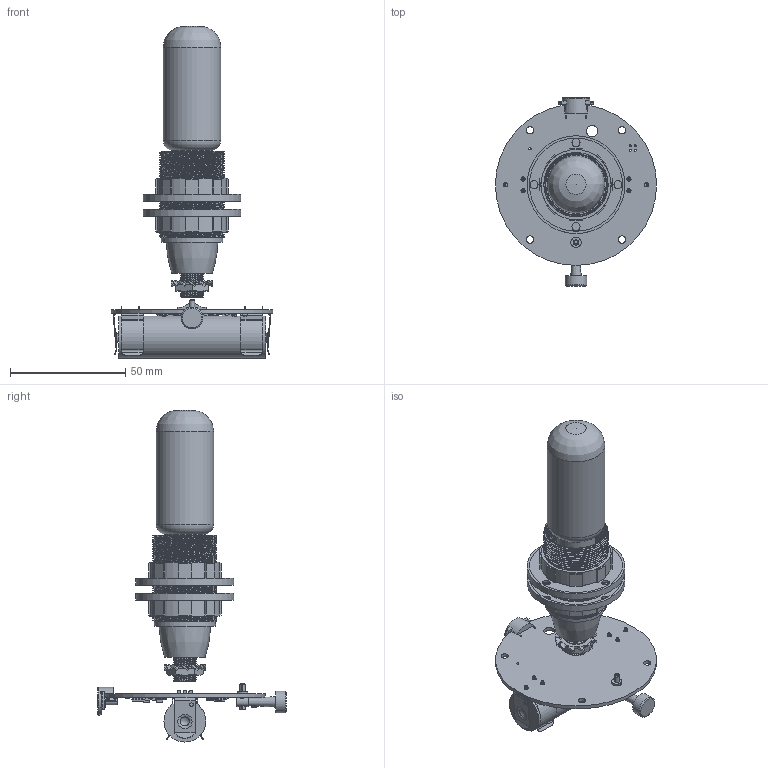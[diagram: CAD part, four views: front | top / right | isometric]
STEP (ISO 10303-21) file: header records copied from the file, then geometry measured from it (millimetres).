
FILE_DESCRIPTION(/* description */ (''),/* implementation_level */ '2;1');
FILE_NAME(/* name */ '3D KIT CABLESS E14 doppia ghiera 5V.step',/* time_stamp */ '2026-01-23T10:49:31+01:00',/* author */ (''),/* organization */ (''),/* preprocessor_version */ 'ST-DEVELOPER v20.1',/* originating_system */ 'Autodesk Translation Framework v14.21.0.0',/* authorisation */ '');
FILE_SCHEMA (('AUTOMOTIVE_DESIGN { 1 0 10303 214 3 1 1 }'));
Products named in the file (82): NP_22045 Cone Table lamp A.Tasto nuovo; Tige M10 x 15 mm v2; Scheda singola V1.1 v1 (1); C_0603_1608Metric (2); SOIC-8_3.9x4.9mm_P1.27mm (2); s7181-45 (2); COMPOUND (4); R_0603_1608Metric (2); C_0805_2012Metric (2); SOT-23-6 (2); keystone-PN54 (2); D_SMA (2); SOT-363_SC-70-6 (2); SOLID (7) (2); sod123 (2); SOLID (8) (2); SRN4012TA (2); SOLID (9) (2); Everlight 17-223 (1); COMPOUND (1) (2); SOT-23 (2); SOLID (10) (2); USB4125-GF-A (2); COMPOUND (2) (2); R_1210_3225Metric (2); SOLID (11) (2); Bat+dimmer_5V PCB (2); C_0805_2012Metric (2)_1; SOIC-8_3.9x4.9mm_P1.27mm (2)_1; SOLID (1) (2); C_0603_1608Metric (2)_1; R_0603_1608Metric (2)_1; C_0603_1608Metric (2)_2; R_0603_1608Metric (2)_2; C_0805_2012Metric (2)_2; C_0603_1608Metric (2)_3; R_0603_1608Metric (2)_3; R_0603_1608Metric (2)_4; R_0603_1608Metric (2)_5; R_0603_1608Metric (2)_6 ...
Assembly tree (116 placements, depth 4):
  NP_22045 Cone Table lamp A.Tasto nuovo
    Tige M10 x 15 mm v2
    Scheda singola V1.1 v1 (1)
      C_0603_1608Metric (2)
        SOLID (14)
      SOIC-8_3.9x4.9mm_P1.27mm (2)
        SOLID (1) (2)
      s7181-45 (2)
        COMPOUND (4)
      R_0603_1608Metric (2)
        SOLID (2) (2)
      C_0805_2012Metric (2)
        SOLID (3) (2)
      SOT-23-6 (2)
        SOLID (4) (2)
      keystone-PN54 (2)
        SOLID (5) (2)
      D_SMA (2)
        SOLID (6) (2)
      SOT-363_SC-70-6 (2)
        SOLID (7) (2)
      sod123 (2)
        SOLID (8) (2)
      SRN4012TA (2)
        SOLID (9) (2)
      Everlight 17-223 (1)
        COMPOUND (1) (2)
      SOT-23 (2)
        SOLID (10) (2)
      USB4125-GF-A (2)
        COMPOUND (2) (2)
      R_1210_3225Metric (2)
        SOLID (11) (2)
      Bat+dimmer_5V PCB (2)
      C_0805_2012Metric (2)_1
        SOLID (3) (2)
      SOIC-8_3.9x4.9mm_P1.27mm (2)_1
        SOLID (1) (2)
      C_0603_1608Metric (2)_1
        SOLID (14)
      R_0603_1608Metric (2)_1
        SOLID (2) (2)
      C_0603_1608Metric (2)_2
        SOLID (14)
      R_0603_1608Metric (2)_2
        SOLID (2) (2)
      C_0805_2012Metric (2)_2
        SOLID (3) (2)
      C_0603_1608Metric (2)_3
        SOLID (14)
      R_0603_1608Metric (2)_3
        SOLID (2) (2)
      R_0603_1608Metric (2)_4
        SOLID (2) (2)
      R_0603_1608Metric (2)_5
        SOLID (2) (2)
      R_0603_1608Metric (2)_6
        SOLID (2) (2)
      C_0805_2012Metric (2)_3
        SOLID (3) (2)
Bounding box: 70 x 81.79 x 144.2 mm (x, y, z)
Volume: 63652.3 mm3; surface area: 50084.1 mm2
Topology: 81 solids, 752 shells, 3675 faces, 11631 edges, 8831 vertices
Faces by surface type: plane 2429, cylinder 1098, bspline 86, cone 45, torus 12, sphere 5
Full cylindrical faces by diameter (mm): 0.05 x2, 0.6 x2, 0.8 x4, 1 x2, 1.575 x2, 1.8 x6, 2.5 x1, 3.15 x1, 3.2 x5, 3.5 x8, 4 x1, 4.5 x1, 5 x1, 6.75 x1, 8.701 x2, 8.744 x19, 9.036 x8, 9.5 x2, 10 x3, 10.147 x8, 10.5 x1, 12 x1, 12.137 x9, 13.6 x1, 13.85 x9, 17 x1, 18 x1, 18.2 x1, 19 x1, 20 x1
Entity records: 126835 total; most frequent: CARTESIAN_POINT 55134, DIRECTION 13500, ORIENTED_EDGE 12178, EDGE_CURVE 7996, VERTEX_POINT 6501, LINE 5950, VECTOR 5950, AXIS2_PLACEMENT_3D 3775
